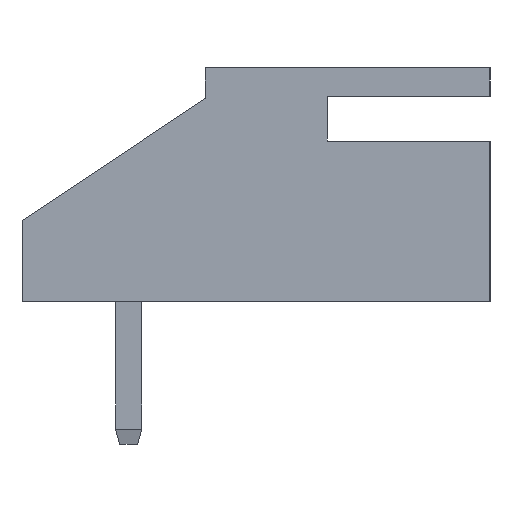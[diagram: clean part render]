
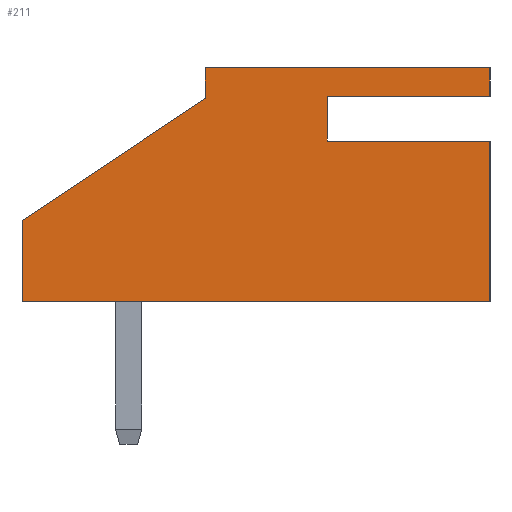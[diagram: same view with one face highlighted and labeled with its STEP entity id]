
A CAD part, left-side view. The second image highlights one B-rep face of the part: STEP entity #211.
In plain terms, the highlighted planar face has unit normal (-1, 0, 0).
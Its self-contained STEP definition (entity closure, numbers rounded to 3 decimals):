
#211=ADVANCED_FACE('',(#2400),#2402,.T.);
#2400=FACE_BOUND('',#2401,.T.);
#2401=EDGE_LOOP('',(#4174,#4175,#4176,#4177,#4178,#4179,#4180,#4181,#4182,#4183));
#2402=PLANE('',#2403);
#2403=AXIS2_PLACEMENT_3D('',#2404,#2405,#2406);
#2404=CARTESIAN_POINT('',(-2.5,0.,0.));
#2405=DIRECTION('',(-1.,0.,0.));
#2406=DIRECTION('',(0.,0.,1.));
#4174=ORIENTED_EDGE('',*,*,#5372,.T.);
#4175=ORIENTED_EDGE('',*,*,#5295,.T.);
#4176=ORIENTED_EDGE('',*,*,#5371,.T.);
#4177=ORIENTED_EDGE('',*,*,#5350,.T.);
#4178=ORIENTED_EDGE('',*,*,#5373,.T.);
#4179=ORIENTED_EDGE('',*,*,#5374,.T.);
#4180=ORIENTED_EDGE('',*,*,#5375,.T.);
#4181=ORIENTED_EDGE('',*,*,#5376,.T.);
#4182=ORIENTED_EDGE('',*,*,#5377,.T.);
#4183=ORIENTED_EDGE('',*,*,#5378,.T.);
#5295=EDGE_CURVE('',#5928,#5926,#5929,.F.);
#5350=EDGE_CURVE('',#6035,#6033,#6036,.T.);
#5371=EDGE_CURVE('',#5926,#6035,#6064,.T.);
#5372=EDGE_CURVE('',#6065,#5928,#6066,.F.);
#5373=EDGE_CURVE('',#6033,#6067,#6068,.T.);
#5374=EDGE_CURVE('',#6067,#6069,#6070,.T.);
#5375=EDGE_CURVE('',#6069,#6071,#6072,.T.);
#5376=EDGE_CURVE('',#6071,#6073,#6074,.T.);
#5377=EDGE_CURVE('',#6073,#6075,#6076,.T.);
#5378=EDGE_CURVE('',#6075,#6065,#6077,.F.);
#5926=VERTEX_POINT('',#6961);
#5928=VERTEX_POINT('',#6965);
#5929=LINE('',#6966,#6967);
#6033=VERTEX_POINT('',#7179);
#6035=VERTEX_POINT('',#7183);
#6036=LINE('',#7184,#7185);
#6064=LINE('',#7255,#7256);
#6065=VERTEX_POINT('',#7258);
#6066=LINE('',#7259,#7260);
#6067=VERTEX_POINT('',#7262);
#6068=LINE('',#7263,#7264);
#6069=VERTEX_POINT('',#7266);
#6070=LINE('',#7267,#7268);
#6071=VERTEX_POINT('',#7270);
#6072=LINE('',#7271,#7272);
#6073=VERTEX_POINT('',#7274);
#6074=LINE('',#7275,#7276);
#6075=VERTEX_POINT('',#7278);
#6076=LINE('',#7279,#7280);
#6077=LINE('',#7282,#7283);
#6961=CARTESIAN_POINT('',(-2.5,-8.88,5.05));
#6965=CARTESIAN_POINT('',(-2.5,-4.88,5.05));
#6966=CARTESIAN_POINT('',(-2.5,-8.88,5.05));
#6967=VECTOR('',#6968,1.);
#6968=DIRECTION('',(0.,1.,0.));
#7179=CARTESIAN_POINT('',(-2.5,-1.88,5.75));
#7183=CARTESIAN_POINT('',(-2.5,-8.88,5.75));
#7184=CARTESIAN_POINT('',(-2.5,-8.88,5.75));
#7185=VECTOR('',#7186,1.);
#7186=DIRECTION('',(0.,1.,0.));
#7255=CARTESIAN_POINT('',(-2.5,-8.88,5.05));
#7256=VECTOR('',#7257,1.);
#7257=DIRECTION('',(0.,0.,1.));
#7258=CARTESIAN_POINT('',(-2.5,-4.88,3.95));
#7259=CARTESIAN_POINT('',(-2.5,-4.88,5.05));
#7260=VECTOR('',#7261,1.);
#7261=DIRECTION('',(0.,0.,-1.));
#7262=CARTESIAN_POINT('',(-2.5,-1.88,5.));
#7263=CARTESIAN_POINT('',(-2.5,-1.88,5.75));
#7264=VECTOR('',#7265,1.);
#7265=DIRECTION('',(0.,0.,-1.));
#7266=CARTESIAN_POINT('',(-2.5,2.62,2.));
#7267=CARTESIAN_POINT('',(-2.5,-1.88,5.));
#7268=VECTOR('',#7269,1.);
#7269=DIRECTION('',(0.,0.832,-0.555));
#7270=CARTESIAN_POINT('',(-2.5,2.62,0.));
#7271=CARTESIAN_POINT('',(-2.5,2.62,2.));
#7272=VECTOR('',#7273,1.);
#7273=DIRECTION('',(0.,0.,-1.));
#7274=CARTESIAN_POINT('',(-2.5,-8.88,0.));
#7275=CARTESIAN_POINT('',(-2.5,2.62,0.));
#7276=VECTOR('',#7277,1.);
#7277=DIRECTION('',(0.,-1.,0.));
#7278=CARTESIAN_POINT('',(-2.5,-8.88,3.95));
#7279=CARTESIAN_POINT('',(-2.5,-8.88,0.));
#7280=VECTOR('',#7281,1.);
#7281=DIRECTION('',(0.,0.,1.));
#7282=CARTESIAN_POINT('',(-2.5,-4.88,3.95));
#7283=VECTOR('',#7284,1.);
#7284=DIRECTION('',(0.,-1.,0.));
